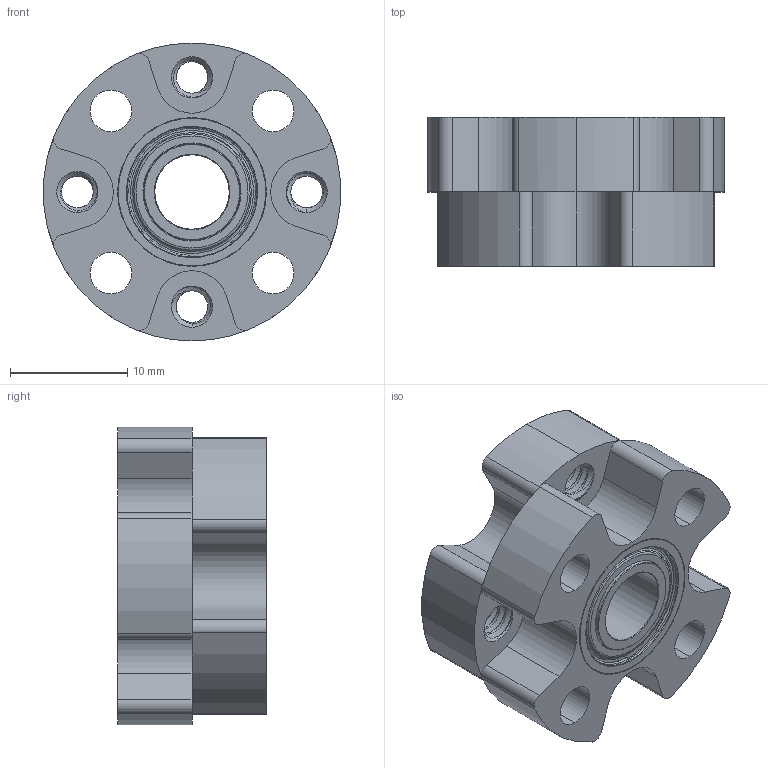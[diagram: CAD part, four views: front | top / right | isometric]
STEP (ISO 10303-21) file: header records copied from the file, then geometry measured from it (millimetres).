
FILE_DESCRIPTION (( 'STEP AP203' ), '1' );
FILE_NAME ('545444 assembly.STEP', '2017-06-30T20:17:06', ( '' ), ( '' ), 'SwSTEP 2.0', 'SolidWorks 2016', '' );
FILE_SCHEMA (( 'CONFIG_CONTROL_DESIGN' ));
Length unit declared in the file: inch
Products named in the file (3): 545444 assembly; 535020; 545444
Assembly tree (3 placements, depth 2):
  545444 assembly
    545444
    535020  x2
Bounding box: 25.32 x 12.7 x 25.4 mm (x, y, z)
Volume: 3624.7 mm3; surface area: 4391.4 mm2
Topology: 7 solids, 7 shells, 391 faces, 981 edges, 626 vertices
Faces by surface type: cylinder 217, cone 66, plane 60, torus 40, bspline 8
Entity records: 15280 total; most frequent: CARTESIAN_POINT 7724, ORIENTED_EDGE 1666, DIRECTION 1433, EDGE_CURVE 833, AXIS2_PLACEMENT_3D 575, VERTEX_POINT 538, EDGE_LOOP 347, ADVANCED_FACE 315
